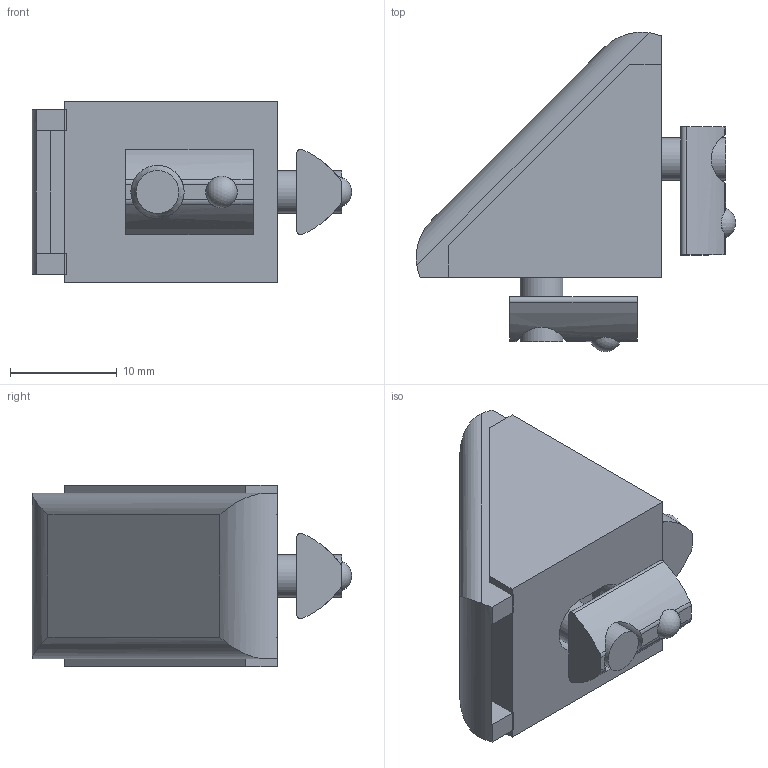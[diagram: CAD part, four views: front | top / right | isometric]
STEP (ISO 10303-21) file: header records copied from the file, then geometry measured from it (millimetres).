
FILE_DESCRIPTION(/* description */ (''),/* implementation_level */ '2;1');
FILE_NAME(/* name */ '123100',/* time_stamp */ '2014-10-06T12:29:21+02:00',/* author */ (''),/* organization */ (''),/* preprocessor_version */ 'ST-DEVELOPER v14',/* originating_system */ 'HiCAD 2013 1802.4 Build 509',/* authorisation */ '');
FILE_SCHEMA (('AUTOMOTIVE_DESIGN { 1 0 10303 214 1 1 1 1 }'));
Length unit declared in the file: millimetre
Products named in the file (9): Root; 123100HOEKSTUK 20X20 LUXURYBOIKON; 123101AFDEKKAP HOEKSTUK 20X20 LUXURYBOIKON; 122280Sleufmoer 5 - M5 met kogelBOIKON; 120000Laagbolkopschroef M5 x 10BOIKON0; 901704Sluitring DIN 125 EV M5BOIKON0
Assembly tree (8 placements, depth 3):
  Root
    123100HOEKSTUK 20X20 LUXURYBOIKON
      123101AFDEKKAP HOEKSTUK 20X20 LUXURYBOIKON
      122280Sleufmoer 5 - M5 met kogelBOIKON
      122280Sleufmoer 5 - M5 met kogelBOIKON
      120000Laagbolkopschroef M5 x 10BOIKON0
      120000Laagbolkopschroef M5 x 10BOIKON0
      901704Sluitring DIN 125 EV M5BOIKON0
      901704Sluitring DIN 125 EV M5BOIKON0
Bounding box: 29.94 x 29.94 x 17 mm (x, y, z)
Volume: 4469.2 mm3; surface area: 5238.7 mm2
Topology: 8 solids, 10 shells, 146 faces, 365 edges, 246 vertices
Faces by surface type: plane 93, cylinder 45, sphere 6, cone 2
Full cylindrical faces by diameter (mm): 2.96 x2, 4.019 x2, 5 x4, 5.3 x2, 10 x2
Entity records: 10917 total; most frequent: CARTESIAN_POINT 3865, DIRECTION 711, PRESENTATION_STYLE_ASSIGNMENT 700, OVER_RIDING_STYLED_ITEM 692, COLOUR_RGB 692, DRAUGHTING_PRE_DEFINED_CURVE_FONT 686, CURVE_STYLE 686, ORIENTED_EDGE 686
